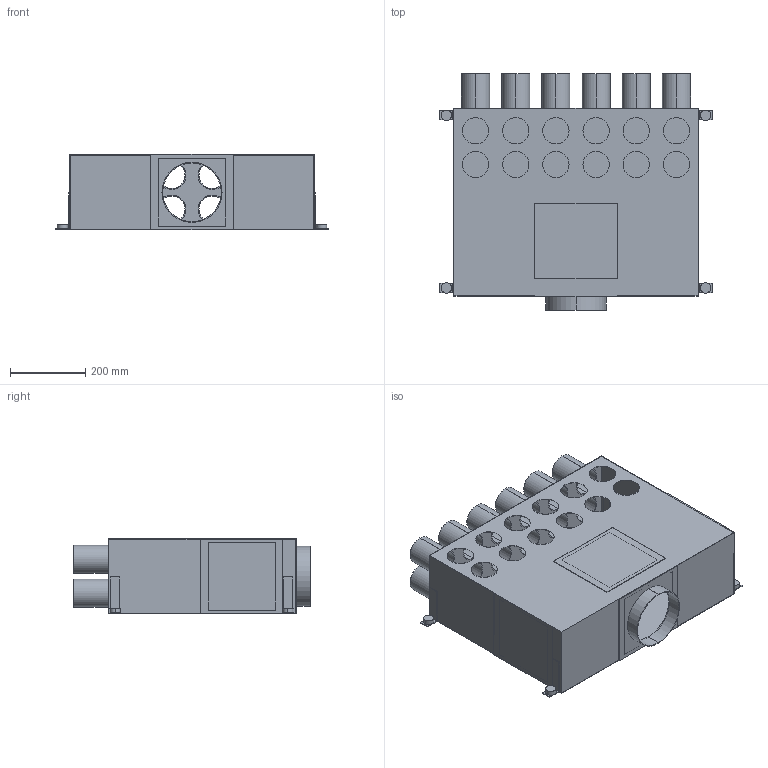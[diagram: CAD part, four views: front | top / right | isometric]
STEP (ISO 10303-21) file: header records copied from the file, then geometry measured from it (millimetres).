
FILE_DESCRIPTION(('Creo Elements/Direct Modeling STEP Export'),'2;1');
FILE_NAME('KALV-RV-75-160-12.stp','2021-03-05T11:16:13',(''),(''),'PTC Creo Elements/Direct Modeling STEP processor for AP214 (Solid Model)','PTC Creo Elements/Direct Modeling 19.0C 15-Aug-2015 (C) Parametric Technology GmbH','');
FILE_SCHEMA(('AUTOMOTIVE_DESIGN { 1 0 10303 214 1 1 1 1 }'));
Length unit declared in the file: millimetre
Products named in the file (1): KALV-RV-75-160-12
Bounding box: 725 x 630.3 x 201.5 mm (x, y, z)
Volume: 1859597.5 mm3; surface area: 2554493.3 mm2
Topology: 1 solids, 1 shells, 190 faces, 483 edges, 319 vertices
Faces by surface type: plane 106, cylinder 84
Entity records: 5429 total; most frequent: ORIENTED_EDGE 966, CARTESIAN_POINT 898, DIRECTION 866, EDGE_CURVE 483, VERTEX_POINT 319, VECTOR 292, LINE 292, AXIS2_PLACEMENT_3D 287
